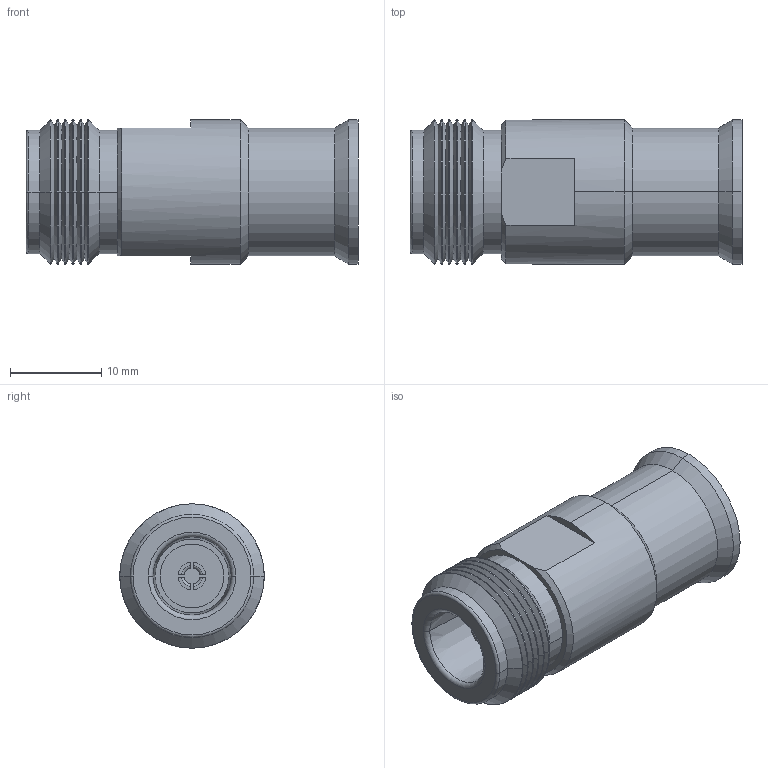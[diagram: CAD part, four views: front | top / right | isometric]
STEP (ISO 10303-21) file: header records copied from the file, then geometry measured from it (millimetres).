
FILE_DESCRIPTION (( 'STEP AP203' ), '1' );
FILE_NAME ('3190-3011.STEP', '2020-09-21T05:15:35', ( '' ), ( '' ), 'SwSTEP 2.0', 'SolidWorks 2018', '' );
FILE_SCHEMA (( 'CONFIG_CONTROL_DESIGN' ));
Length unit declared in the file: inch
Products named in the file (1): 3190-3011
Bounding box: 36.33 x 15.8 x 15.8 mm (x, y, z)
Volume: 4792.1 mm3; surface area: 2970.7 mm2
Topology: 1 solids, 1 shells, 100 faces, 216 edges, 126 vertices
Faces by surface type: cylinder 36, cone 34, plane 22, torus 8
Entity records: 2809 total; most frequent: DIRECTION 510, CARTESIAN_POINT 505, ORIENTED_EDGE 432, EDGE_CURVE 216, AXIS2_PLACEMENT_3D 205, VERTEX_POINT 126, EDGE_LOOP 108, CIRCLE 104
